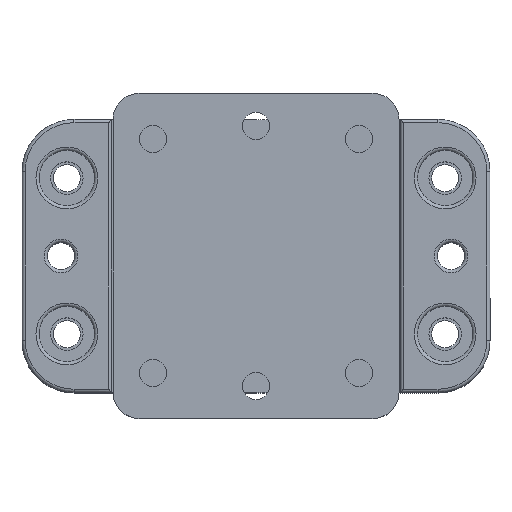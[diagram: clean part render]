
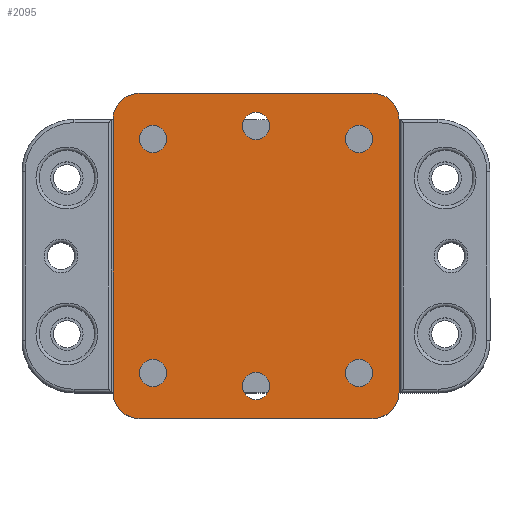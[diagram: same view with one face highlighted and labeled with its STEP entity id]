
A CAD part, top view. The second image highlights one B-rep face of the part: STEP entity #2095.
In plain terms, the highlighted planar face has unit normal (0, 0, 1).
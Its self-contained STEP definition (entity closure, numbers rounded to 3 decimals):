
#2095=ADVANCED_FACE('',(#5341,#5343,#5345,#5347,#5349,#5351,#5353),#5355,.T.);
#5341=FACE_BOUND('',#5342,.T.);
#5342=EDGE_LOOP('',(#8589,#8590,#8591,#8592,#8593,#8594,#8595,#8596));
#5343=FACE_BOUND('',#5344,.T.);
#5344=EDGE_LOOP('',(#8597));
#5345=FACE_BOUND('',#5346,.T.);
#5346=EDGE_LOOP('',(#8598));
#5347=FACE_BOUND('',#5348,.T.);
#5348=EDGE_LOOP('',(#8599));
#5349=FACE_BOUND('',#5350,.T.);
#5350=EDGE_LOOP('',(#8600));
#5351=FACE_BOUND('',#5352,.T.);
#5352=EDGE_LOOP('',(#8601));
#5353=FACE_BOUND('',#5354,.T.);
#5354=EDGE_LOOP('',(#8602));
#5355=PLANE('',#5356);
#5356=AXIS2_PLACEMENT_3D('',#5357,#5358,#5359);
#5357=CARTESIAN_POINT('',(0.,0.,5.));
#5358=DIRECTION('',(0.,0.,1.));
#5359=DIRECTION('',(1.,0.,0.));
#8589=ORIENTED_EDGE('',*,*,#9918,.T.);
#8590=ORIENTED_EDGE('',*,*,#9919,.T.);
#8591=ORIENTED_EDGE('',*,*,#9920,.T.);
#8592=ORIENTED_EDGE('',*,*,#9921,.T.);
#8593=ORIENTED_EDGE('',*,*,#9922,.T.);
#8594=ORIENTED_EDGE('',*,*,#9923,.T.);
#8595=ORIENTED_EDGE('',*,*,#9924,.T.);
#8596=ORIENTED_EDGE('',*,*,#9925,.T.);
#8597=ORIENTED_EDGE('',*,*,#9926,.F.);
#8598=ORIENTED_EDGE('',*,*,#9927,.F.);
#8599=ORIENTED_EDGE('',*,*,#9928,.F.);
#8600=ORIENTED_EDGE('',*,*,#9929,.F.);
#8601=ORIENTED_EDGE('',*,*,#9930,.F.);
#8602=ORIENTED_EDGE('',*,*,#9931,.F.);
#9918=EDGE_CURVE('',#10983,#10984,#10985,.T.);
#9919=EDGE_CURVE('',#10984,#10986,#10987,.T.);
#9920=EDGE_CURVE('',#10986,#10988,#10989,.T.);
#9921=EDGE_CURVE('',#10988,#10990,#10991,.T.);
#9922=EDGE_CURVE('',#10990,#10992,#10993,.T.);
#9923=EDGE_CURVE('',#10992,#10994,#10995,.T.);
#9924=EDGE_CURVE('',#10994,#10996,#10997,.T.);
#9925=EDGE_CURVE('',#10996,#10983,#10998,.T.);
#9926=EDGE_CURVE('',#10999,#10999,#11000,.T.);
#9927=EDGE_CURVE('',#11001,#11001,#11002,.T.);
#9928=EDGE_CURVE('',#11003,#11003,#11004,.T.);
#9929=EDGE_CURVE('',#11005,#11005,#11006,.T.);
#9930=EDGE_CURVE('',#11007,#11007,#11008,.T.);
#9931=EDGE_CURVE('',#11009,#11009,#11010,.T.);
#10983=VERTEX_POINT('',#13690);
#10984=VERTEX_POINT('',#13691);
#10985=CIRCLE('',#13692,4.);
#10986=VERTEX_POINT('',#13696);
#10987=LINE('',#13697,#13698);
#10988=VERTEX_POINT('',#13700);
#10989=CIRCLE('',#13701,4.);
#10990=VERTEX_POINT('',#13705);
#10991=LINE('',#13706,#13707);
#10992=VERTEX_POINT('',#13709);
#10993=CIRCLE('',#13710,4.);
#10994=VERTEX_POINT('',#13714);
#10995=LINE('',#13715,#13716);
#10996=VERTEX_POINT('',#13718);
#10997=CIRCLE('',#13719,4.);
#10998=LINE('',#13723,#13724);
#10999=VERTEX_POINT('',#13726);
#11000=CIRCLE('',#13727,2.1);
#11001=VERTEX_POINT('',#13731);
#11002=CIRCLE('',#13732,2.1);
#11003=VERTEX_POINT('',#13736);
#11004=CIRCLE('',#13737,2.1);
#11005=VERTEX_POINT('',#13741);
#11006=CIRCLE('',#13742,2.1);
#11007=VERTEX_POINT('',#13746);
#11008=CIRCLE('',#13747,2.1);
#11009=VERTEX_POINT('',#13751);
#11010=CIRCLE('',#13752,2.1);
#13690=CARTESIAN_POINT('',(-22.,-21.,5.));
#13691=CARTESIAN_POINT('',(-18.,-25.,5.));
#13692=AXIS2_PLACEMENT_3D('',#13693,#13694,#13695);
#13693=CARTESIAN_POINT('',(-18.,-21.,5.));
#13694=DIRECTION('',(-0.,0.,1.));
#13695=DIRECTION('',(-1.,0.,0.));
#13696=CARTESIAN_POINT('',(18.,-25.,5.));
#13697=CARTESIAN_POINT('',(-18.,-25.,5.));
#13698=VECTOR('',#13699,1.);
#13699=DIRECTION('',(1.,0.,0.));
#13700=CARTESIAN_POINT('',(22.,-21.,5.));
#13701=AXIS2_PLACEMENT_3D('',#13702,#13703,#13704);
#13702=CARTESIAN_POINT('',(18.,-21.,5.));
#13703=DIRECTION('',(-0.,0.,1.));
#13704=DIRECTION('',(0.,-1.,0.));
#13705=CARTESIAN_POINT('',(22.,21.,5.));
#13706=CARTESIAN_POINT('',(22.,-21.,5.));
#13707=VECTOR('',#13708,1.);
#13708=DIRECTION('',(0.,1.,0.));
#13709=CARTESIAN_POINT('',(18.,25.,5.));
#13710=AXIS2_PLACEMENT_3D('',#13711,#13712,#13713);
#13711=CARTESIAN_POINT('',(18.,21.,5.));
#13712=DIRECTION('',(0.,0.,1.));
#13713=DIRECTION('',(1.,0.,0.));
#13714=CARTESIAN_POINT('',(-18.,25.,5.));
#13715=CARTESIAN_POINT('',(18.,25.,5.));
#13716=VECTOR('',#13717,1.);
#13717=DIRECTION('',(-1.,0.,0.));
#13718=CARTESIAN_POINT('',(-22.,21.,5.));
#13719=AXIS2_PLACEMENT_3D('',#13720,#13721,#13722);
#13720=CARTESIAN_POINT('',(-18.,21.,5.));
#13721=DIRECTION('',(0.,-0.,1.));
#13722=DIRECTION('',(0.,1.,0.));
#13723=CARTESIAN_POINT('',(-22.,21.,5.));
#13724=VECTOR('',#13725,1.);
#13725=DIRECTION('',(0.,-1.,0.));
#13726=CARTESIAN_POINT('',(2.1,20.,5.));
#13727=AXIS2_PLACEMENT_3D('',#13728,#13729,#13730);
#13728=CARTESIAN_POINT('',(0.,20.,5.));
#13729=DIRECTION('',(0.,0.,1.));
#13730=DIRECTION('',(1.,0.,0.));
#13731=CARTESIAN_POINT('',(2.1,-20.,5.));
#13732=AXIS2_PLACEMENT_3D('',#13733,#13734,#13735);
#13733=CARTESIAN_POINT('',(0.,-20.,5.));
#13734=DIRECTION('',(0.,0.,1.));
#13735=DIRECTION('',(1.,0.,0.));
#13736=CARTESIAN_POINT('',(-13.74,18.,5.));
#13737=AXIS2_PLACEMENT_3D('',#13738,#13739,#13740);
#13738=CARTESIAN_POINT('',(-15.84,18.,5.));
#13739=DIRECTION('',(0.,0.,1.));
#13740=DIRECTION('',(1.,0.,0.));
#13741=CARTESIAN_POINT('',(-13.74,-18.,5.));
#13742=AXIS2_PLACEMENT_3D('',#13743,#13744,#13745);
#13743=CARTESIAN_POINT('',(-15.84,-18.,5.));
#13744=DIRECTION('',(0.,0.,1.));
#13745=DIRECTION('',(1.,0.,0.));
#13746=CARTESIAN_POINT('',(17.94,18.,5.));
#13747=AXIS2_PLACEMENT_3D('',#13748,#13749,#13750);
#13748=CARTESIAN_POINT('',(15.84,18.,5.));
#13749=DIRECTION('',(0.,0.,1.));
#13750=DIRECTION('',(1.,0.,0.));
#13751=CARTESIAN_POINT('',(17.94,-18.,5.));
#13752=AXIS2_PLACEMENT_3D('',#13753,#13754,#13755);
#13753=CARTESIAN_POINT('',(15.84,-18.,5.));
#13754=DIRECTION('',(0.,0.,1.));
#13755=DIRECTION('',(1.,0.,0.));
